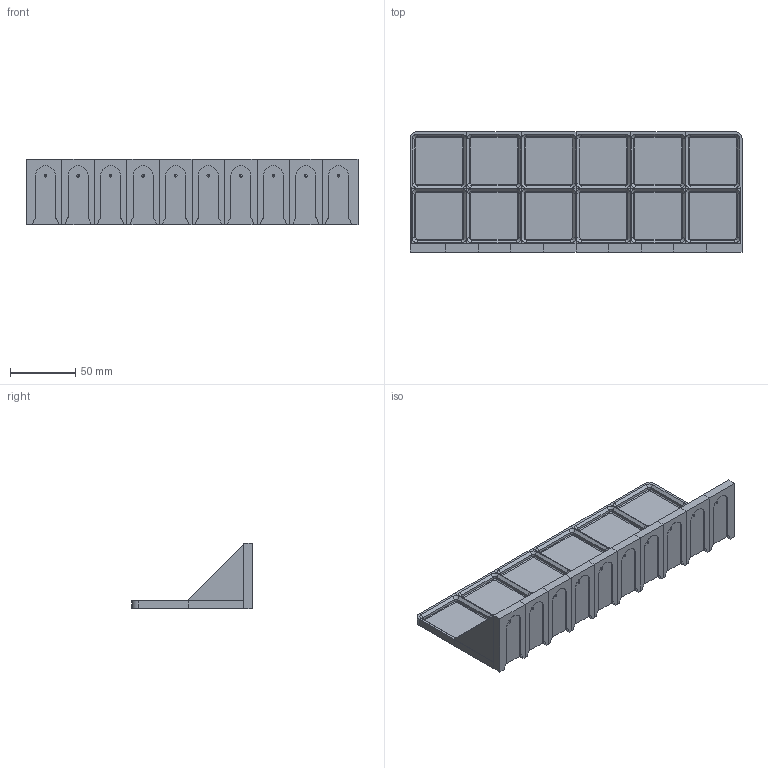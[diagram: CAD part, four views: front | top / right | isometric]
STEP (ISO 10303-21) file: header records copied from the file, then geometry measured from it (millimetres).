
FILE_DESCRIPTION(('HOOPS Exchange Step'),'2;1');
FILE_NAME('temp_export','2024-07-24T20:21:14+02:00',('ddanier'),('Shapr3D Limited'),'HOOPS Exchange 2024.2','Shapr3D','Authorized');
FILE_SCHEMA( ('AUTOMOTIVE_DESIGN { 1 0 10303 214 1 1 1 1 }') );
Length unit declared in the file: millimetre
Products named in the file (1): Gridfinity 6x2 shelve
Bounding box: 255 x 92.5 x 50 mm (x, y, z)
Volume: 103945.8 mm3; surface area: 108115 mm2
Topology: 24 solids, 24 shells, 574 faces, 1300 edges, 786 vertices
Faces by surface type: plane 368, cone 116, cylinder 70, bspline 20
Entity records: 16265 total; most frequent: CARTESIAN_POINT 3481, DIRECTION 2606, ORIENTED_EDGE 2580, EDGE_CURVE 1290, VECTOR 984, LINE 984, AXIS2_PLACEMENT_3D 811, VERTEX_POINT 786
